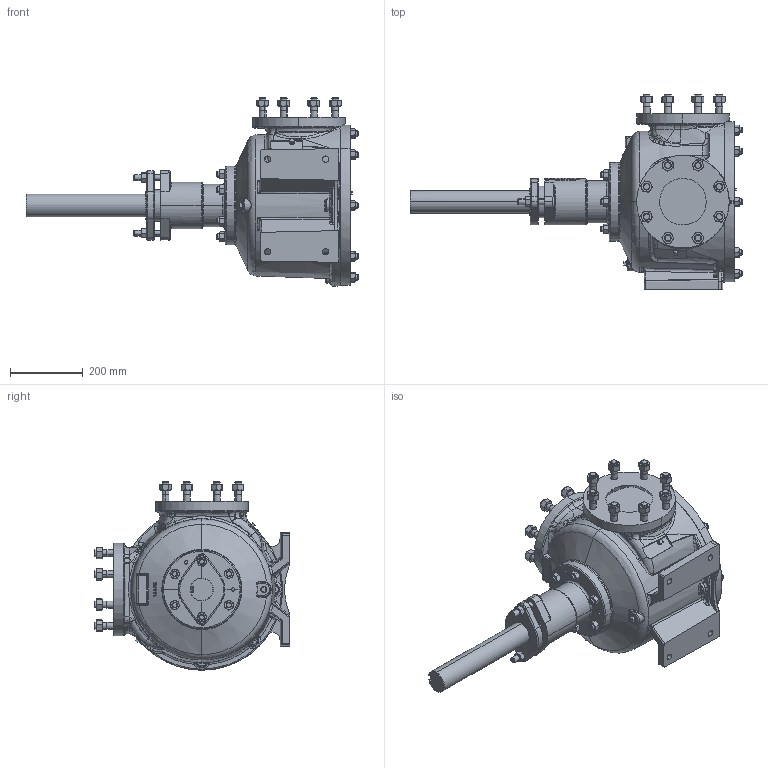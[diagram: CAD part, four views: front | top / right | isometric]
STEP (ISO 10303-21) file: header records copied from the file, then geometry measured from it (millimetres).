
FILE_DESCRIPTION (( 'STEP AP214' ), '1' );
FILE_NAME ('N32.STEP', '2016-12-20T15:27:42', ( '' ), ( '' ), 'SwSTEP 2.0', 'SolidWorks 2016', '' );
FILE_SCHEMA (( 'AUTOMOTIVE_DESIGN' ));
Length unit declared in the file: inch
Products named in the file (2): N32
Bounding box: 910.59 x 536.58 x 516.68 mm (x, y, z)
Volume: 46872031.4 mm3; surface area: 1267479.9 mm2
Topology: 1 solids, 1 shells, 1935 faces, 4530 edges, 2732 vertices
Faces by surface type: cone 576, plane 545, bspline 368, cylinder 322, torus 100, sphere 24
Entity records: 122678 total; most frequent: CARTESIAN_POINT 67975, ORIENTED_EDGE 9004, DIRECTION 7185, EDGE_CURVE 4502, AXIS2_PLACEMENT_3D 3104, VERTEX_POINT 2732, EDGE_LOOP 2126, FACE_OUTER_BOUND 1935
